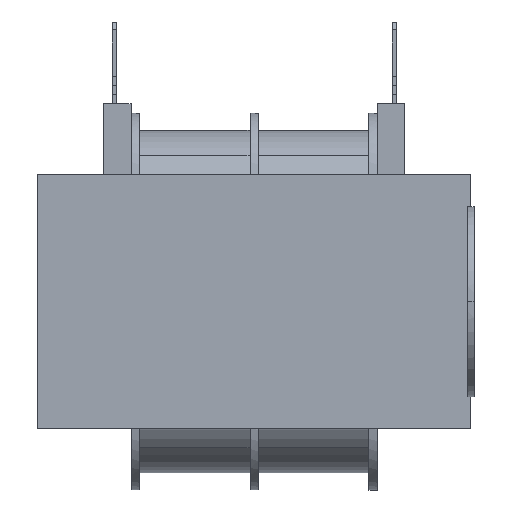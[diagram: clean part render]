
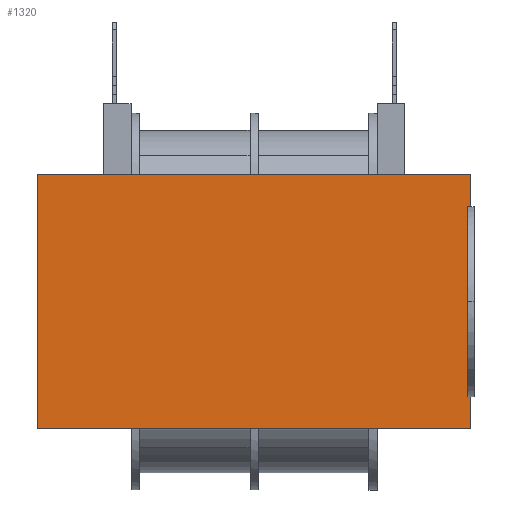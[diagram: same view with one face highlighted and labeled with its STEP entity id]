
A CAD part, left-side view. The second image highlights one B-rep face of the part: STEP entity #1320.
In plain terms, the highlighted free-form (B-spline) face has degree [1, 1] with [2, 2] control points.
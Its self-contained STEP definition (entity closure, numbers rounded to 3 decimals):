
#1257=(
BOUNDED_SURFACE()
B_SPLINE_SURFACE(1,1,((#1258,#1259),(#1260,#1261)),.UNSPECIFIED.,.F.,.F.,.F.)
B_SPLINE_SURFACE_WITH_KNOTS((2,2),(2,2),(0.000,1.000),(0.000,1.000),.UNSPECIFIED.)
GEOMETRIC_REPRESENTATION_ITEM()
RATIONAL_B_SPLINE_SURFACE(((1.,1.),(1.,1.)))
REPRESENTATION_ITEM('')
SURFACE()
);
#1258=CARTESIAN_POINT('',(-30.25,-25.3,14.85));
#1259=CARTESIAN_POINT('',(-30.25,-25.3,-14.85));
#1260=CARTESIAN_POINT('',(-30.25,25.3,14.85));
#1261=CARTESIAN_POINT('',(-30.25,25.3,-14.85));
#1262=CARTESIAN_POINT('',(-30.25,-25.3,14.85));
#1263=VERTEX_POINT('',#1262);
#1264=(
BOUNDED_CURVE()
B_SPLINE_CURVE(1,(#1265,#1266),.UNSPECIFIED.,.F.,.F.)
B_SPLINE_CURVE_WITH_KNOTS((2,2),(0.000,1.000),.UNSPECIFIED.)
CURVE()
GEOMETRIC_REPRESENTATION_ITEM()
RATIONAL_B_SPLINE_CURVE((1.,1.))
REPRESENTATION_ITEM('')
);
#1265=CARTESIAN_POINT('',(-30.25,-25.3,14.85));
#1266=CARTESIAN_POINT('',(-30.25,-25.3,11.1));
#1267=CARTESIAN_POINT('',(-30.25,-25.3,11.1));
#1268=VERTEX_POINT('',#1267);
#1269=EDGE_CURVE('',#1263,#1268,#1264,.T.);
#1270=ORIENTED_EDGE('',*,*,#1269,.T.);
#1271=(
BOUNDED_CURVE()
B_SPLINE_CURVE(1,(#1272,#1273),.UNSPECIFIED.,.F.,.F.)
B_SPLINE_CURVE_WITH_KNOTS((2,2),(0.000,1.000),.UNSPECIFIED.)
CURVE()
GEOMETRIC_REPRESENTATION_ITEM()
RATIONAL_B_SPLINE_CURVE((1.,1.))
REPRESENTATION_ITEM('')
);
#1272=CARTESIAN_POINT('',(-30.25,-25.3,11.1));
#1273=CARTESIAN_POINT('',(-30.25,-24.9,11.1));
#1274=CARTESIAN_POINT('',(-30.25,-24.9,11.1));
#1275=VERTEX_POINT('',#1274);
#1276=EDGE_CURVE('',#1268,#1275,#1271,.T.);
#1277=ORIENTED_EDGE('',*,*,#1276,.T.);
#1278=(
BOUNDED_CURVE()
B_SPLINE_CURVE(1,(#1279,#1280),.UNSPECIFIED.,.F.,.F.)
B_SPLINE_CURVE_WITH_KNOTS((2,2),(0.000,1.000),.UNSPECIFIED.)
CURVE()
GEOMETRIC_REPRESENTATION_ITEM()
RATIONAL_B_SPLINE_CURVE((1.,1.))
REPRESENTATION_ITEM('')
);
#1279=CARTESIAN_POINT('',(-30.25,-24.9,11.1));
#1280=CARTESIAN_POINT('',(-30.25,-24.9,-11.1));
#1281=CARTESIAN_POINT('',(-30.25,-24.9,-11.1));
#1282=VERTEX_POINT('',#1281);
#1283=EDGE_CURVE('',#1275,#1282,#1278,.T.);
#1284=ORIENTED_EDGE('',*,*,#1283,.T.);
#1285=(
BOUNDED_CURVE()
B_SPLINE_CURVE(1,(#1286,#1287),.UNSPECIFIED.,.F.,.F.)
B_SPLINE_CURVE_WITH_KNOTS((2,2),(0.000,1.000),.UNSPECIFIED.)
CURVE()
GEOMETRIC_REPRESENTATION_ITEM()
RATIONAL_B_SPLINE_CURVE((1.,1.))
REPRESENTATION_ITEM('')
);
#1286=CARTESIAN_POINT('',(-30.25,-24.9,-11.1));
#1287=CARTESIAN_POINT('',(-30.25,-25.3,-11.1));
#1288=CARTESIAN_POINT('',(-30.25,-25.3,-11.1));
#1289=VERTEX_POINT('',#1288);
#1290=EDGE_CURVE('',#1282,#1289,#1285,.T.);
#1291=ORIENTED_EDGE('',*,*,#1290,.T.);
#1292=(
BOUNDED_CURVE()
B_SPLINE_CURVE(1,(#1293,#1294),.UNSPECIFIED.,.F.,.F.)
B_SPLINE_CURVE_WITH_KNOTS((2,2),(0.000,1.000),.UNSPECIFIED.)
CURVE()
GEOMETRIC_REPRESENTATION_ITEM()
RATIONAL_B_SPLINE_CURVE((1.,1.))
REPRESENTATION_ITEM('')
);
#1293=CARTESIAN_POINT('',(-30.25,-25.3,-11.1));
#1294=CARTESIAN_POINT('',(-30.25,-25.3,-14.85));
#1295=CARTESIAN_POINT('',(-30.25,-25.3,-14.85));
#1296=VERTEX_POINT('',#1295);
#1297=EDGE_CURVE('',#1289,#1296,#1292,.T.);
#1298=ORIENTED_EDGE('',*,*,#1297,.T.);
#1299=(
BOUNDED_CURVE()
B_SPLINE_CURVE(1,(#1300,#1301),.UNSPECIFIED.,.F.,.F.)
B_SPLINE_CURVE_WITH_KNOTS((2,2),(0.000,1.000),.UNSPECIFIED.)
CURVE()
GEOMETRIC_REPRESENTATION_ITEM()
RATIONAL_B_SPLINE_CURVE((1.,1.))
REPRESENTATION_ITEM('')
);
#1300=CARTESIAN_POINT('',(-30.25,-25.3,-14.85));
#1301=CARTESIAN_POINT('',(-30.25,25.3,-14.85));
#1302=CARTESIAN_POINT('',(-30.25,25.3,-14.85));
#1303=VERTEX_POINT('',#1302);
#1304=EDGE_CURVE('',#1296,#1303,#1299,.T.);
#1305=ORIENTED_EDGE('',*,*,#1304,.T.);
#1306=(
BOUNDED_CURVE()
B_SPLINE_CURVE(1,(#1307,#1308),.UNSPECIFIED.,.F.,.F.)
B_SPLINE_CURVE_WITH_KNOTS((2,2),(0.000,1.000),.UNSPECIFIED.)
CURVE()
GEOMETRIC_REPRESENTATION_ITEM()
RATIONAL_B_SPLINE_CURVE((1.,1.))
REPRESENTATION_ITEM('')
);
#1307=CARTESIAN_POINT('',(-30.25,25.3,-14.85));
#1308=CARTESIAN_POINT('',(-30.25,25.3,14.85));
#1309=CARTESIAN_POINT('',(-30.25,25.3,14.85));
#1310=VERTEX_POINT('',#1309);
#1311=EDGE_CURVE('',#1303,#1310,#1306,.T.);
#1312=ORIENTED_EDGE('',*,*,#1311,.T.);
#1313=(
BOUNDED_CURVE()
B_SPLINE_CURVE(1,(#1314,#1315),.UNSPECIFIED.,.F.,.F.)
B_SPLINE_CURVE_WITH_KNOTS((2,2),(0.000,1.000),.UNSPECIFIED.)
CURVE()
GEOMETRIC_REPRESENTATION_ITEM()
RATIONAL_B_SPLINE_CURVE((1.,1.))
REPRESENTATION_ITEM('')
);
#1314=CARTESIAN_POINT('',(-30.25,25.3,14.85));
#1315=CARTESIAN_POINT('',(-30.25,-25.3,14.85));
#1316=EDGE_CURVE('',#1310,#1263,#1313,.T.);
#1317=ORIENTED_EDGE('',*,*,#1316,.T.);
#1318=EDGE_LOOP('',(#1270,#1277,#1284,#1291,#1298,#1305,#1312,#1317));
#1319=FACE_OUTER_BOUND('',#1318,.T.);
#1320=ADVANCED_FACE('',(#1319),#1257,.T.);
